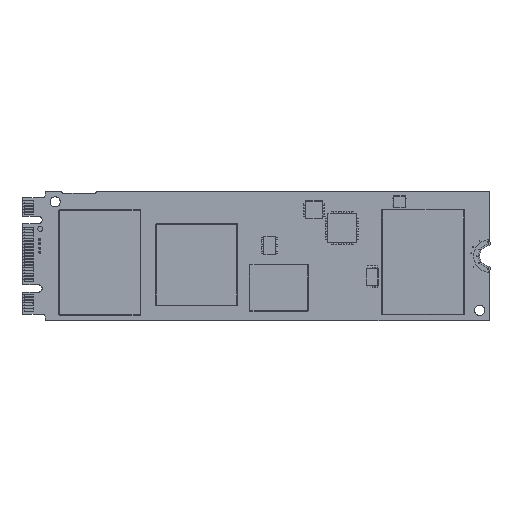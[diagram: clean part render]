
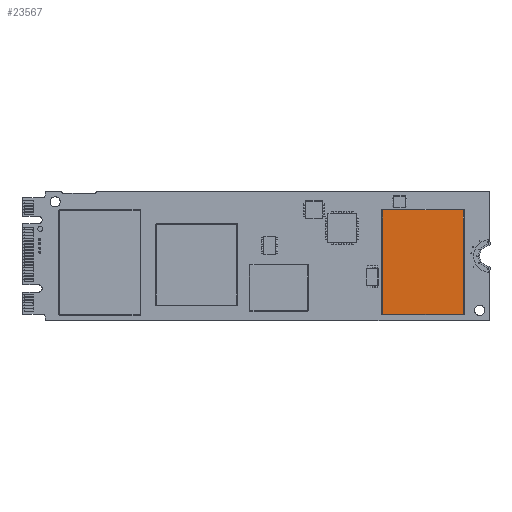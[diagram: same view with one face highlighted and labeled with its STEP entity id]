
A CAD part, top view. The second image highlights one B-rep face of the part: STEP entity #23567.
In plain terms, the highlighted planar face has unit normal (0, 0, 1).
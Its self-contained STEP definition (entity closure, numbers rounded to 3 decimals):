
#2032=FACE_OUTER_BOUND('',#3428,.T.);
#3428=EDGE_LOOP('',(#17718,#17719,#17720,#17721));
#5406=LINE('',#35748,#7836);
#5407=LINE('',#35750,#7837);
#5408=LINE('',#35752,#7838);
#5409=LINE('',#35753,#7839);
#7836=VECTOR('',#29900,1000.);
#7837=VECTOR('',#29901,1000.);
#7838=VECTOR('',#29902,1000.);
#7839=VECTOR('',#29903,1000.);
#10060=VERTEX_POINT('',#35746);
#10061=VERTEX_POINT('',#35747);
#10062=VERTEX_POINT('',#35749);
#10063=VERTEX_POINT('',#35751);
#12698=EDGE_CURVE('',#10060,#10061,#5406,.T.);
#12699=EDGE_CURVE('',#10061,#10062,#5407,.T.);
#12700=EDGE_CURVE('',#10062,#10063,#5408,.T.);
#12701=EDGE_CURVE('',#10063,#10060,#5409,.T.);
#17718=ORIENTED_EDGE('',*,*,#12698,.T.);
#17719=ORIENTED_EDGE('',*,*,#12699,.T.);
#17720=ORIENTED_EDGE('',*,*,#12700,.T.);
#17721=ORIENTED_EDGE('',*,*,#12701,.T.);
#20898=PLANE('',#25511);
#23567=ADVANCED_FACE('',(#2032),#20898,.F.);
#25511=AXIS2_PLACEMENT_3D('',#35745,#29898,#29899);
#29898=DIRECTION('center_axis',(0.,0.,-1.));
#29899=DIRECTION('ref_axis',(-1.,0.,0.));
#29900=DIRECTION('',(-1.,0.,0.));
#29901=DIRECTION('',(0.,-1.,0.));
#29902=DIRECTION('',(1.,0.,0.));
#29903=DIRECTION('',(0.,1.,0.));
#35745=CARTESIAN_POINT('Origin',(0.,0.,1.));
#35746=CARTESIAN_POINT('',(8.93,6.93,1.));
#35747=CARTESIAN_POINT('',(-8.93,6.93,1.));
#35748=CARTESIAN_POINT('',(0.,6.93,1.));
#35749=CARTESIAN_POINT('',(-8.93,-6.93,1.));
#35750=CARTESIAN_POINT('',(-8.93,0.,1.));
#35751=CARTESIAN_POINT('',(8.93,-6.93,1.));
#35752=CARTESIAN_POINT('',(0.,-6.93,1.));
#35753=CARTESIAN_POINT('',(8.93,0.,1.));
